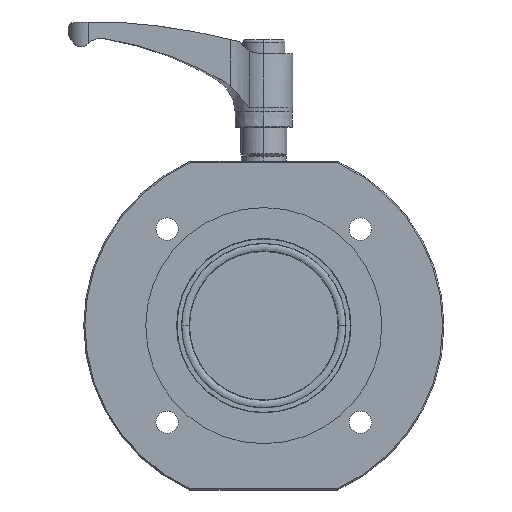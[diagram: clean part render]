
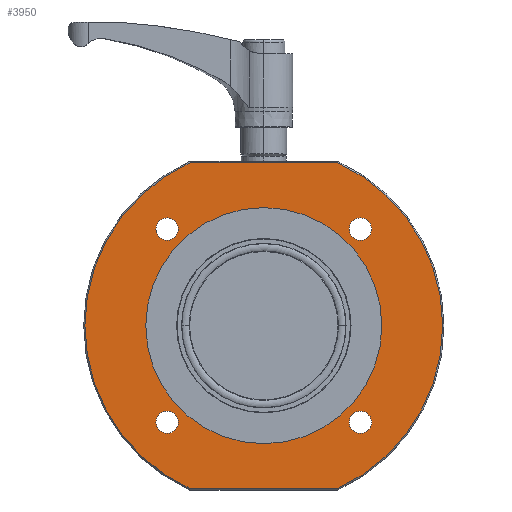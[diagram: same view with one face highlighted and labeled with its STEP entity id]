
A CAD part, top view. The second image highlights one B-rep face of the part: STEP entity #3950.
In plain terms, the highlighted planar face has unit normal (0, 0, 1).
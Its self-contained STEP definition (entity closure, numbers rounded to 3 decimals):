
#226 = FACE_BOUND ( 'NONE', #342, .T. ) ;
#298 = EDGE_CURVE ( 'NONE', #7857, #1216, #1540, .T. ) ;
#342 = EDGE_LOOP ( 'NONE', ( #7240, #10282 ) ) ;
#377 = FACE_BOUND ( 'NONE', #1219, .T. ) ;
#391 = EDGE_CURVE ( 'NONE', #8663, #8041, #8389, .T. ) ;
#429 = CIRCLE ( 'NONE', #10043, 4.5 ) ;
#452 = ORIENTED_EDGE ( 'NONE', *, *, #8155, .F. ) ;
#487 = EDGE_CURVE ( 'NONE', #2461, #2910, #7337, .T. ) ;
#501 = CARTESIAN_POINT ( 'NONE',  ( -34.391, 38.891, 15. ) ) ;
#597 = EDGE_LOOP ( 'NONE', ( #6869, #452 ) ) ;
#607 = EDGE_CURVE ( 'NONE', #2910, #4214, #2210, .T. ) ;
#611 = EDGE_CURVE ( 'NONE', #1216, #7857, #7444, .T. ) ;
#626 = EDGE_CURVE ( 'NONE', #4214, #8663, #7430, .T. ) ;
#698 = EDGE_CURVE ( 'NONE', #1509, #833, #10736, .T. ) ;
#761 = EDGE_CURVE ( 'NONE', #3721, #4430, #5117, .T. ) ;
#826 = CARTESIAN_POINT ( 'NONE',  ( 38.891, 38.891, 15. ) ) ;
#833 = VERTEX_POINT ( 'NONE', #6017 ) ;
#853 = EDGE_LOOP ( 'NONE', ( #1475, #10709, #10147, #9997, #8353 ) ) ;
#863 = EDGE_CURVE ( 'NONE', #4215, #2147, #6852, .T. ) ;
#868 = DIRECTION ( 'NONE',  ( 1., 0., 0. ) ) ;
#967 = CARTESIAN_POINT ( 'NONE',  ( 34.391, 38.891, 15. ) ) ;
#1008 = AXIS2_PLACEMENT_3D ( 'NONE', #5762, #5768, #5777 ) ;
#1032 = EDGE_CURVE ( 'NONE', #3162, #9915, #6704, .T. ) ;
#1049 = EDGE_LOOP ( 'NONE', ( #6888, #6431 ) ) ;
#1089 = DIRECTION ( 'NONE',  ( 0., 0., 1. ) ) ;
#1175 = AXIS2_PLACEMENT_3D ( 'NONE', #11106, #6118, #868 ) ;
#1216 = VERTEX_POINT ( 'NONE', #10915 ) ;
#1217 = CARTESIAN_POINT ( 'NONE',  ( 29.676, 65.6, 15. ) ) ;
#1219 = EDGE_LOOP ( 'NONE', ( #7847, #7195 ) ) ;
#1475 = ORIENTED_EDGE ( 'NONE', *, *, #391, .T. ) ;
#1509 = VERTEX_POINT ( 'NONE', #4327 ) ;
#1540 = CIRCLE ( 'NONE', #2508, 47.5 ) ;
#1557 = AXIS2_PLACEMENT_3D ( 'NONE', #5635, #5637, #5645 ) ;
#1753 = DIRECTION ( 'NONE',  ( 1., 0., 0. ) ) ;
#1776 = CARTESIAN_POINT ( 'NONE',  ( 43.391, -38.891, 15. ) ) ;
#1826 = ORIENTED_EDGE ( 'NONE', *, *, #6432, .F. ) ;
#2147 = VERTEX_POINT ( 'NONE', #967 ) ;
#2210 = CIRCLE ( 'NONE', #4354, 72. ) ;
#2217 = DIRECTION ( 'NONE',  ( 0., 0., 1. ) ) ;
#2240 = FACE_BOUND ( 'NONE', #2571, .T. ) ;
#2412 = CIRCLE ( 'NONE', #8499, 4.5 ) ;
#2461 = VERTEX_POINT ( 'NONE', #8649 ) ;
#2508 = AXIS2_PLACEMENT_3D ( 'NONE', #7011, #7015, #7040 ) ;
#2571 = EDGE_LOOP ( 'NONE', ( #9767, #1826 ) ) ;
#2910 = VERTEX_POINT ( 'NONE', #4268 ) ;
#3162 = VERTEX_POINT ( 'NONE', #501 ) ;
#3408 = AXIS2_PLACEMENT_3D ( 'NONE', #9968, #9972, #9983 ) ;
#3545 = AXIS2_PLACEMENT_3D ( 'NONE', #5341, #5354, #5366 ) ;
#3721 = VERTEX_POINT ( 'NONE', #1776 ) ;
#3950 = ADVANCED_FACE ( 'NONE', ( #9805, #10976, #2240, #377, #7222, #226 ), #7744, .T. ) ;
#4214 = VERTEX_POINT ( 'NONE', #1217 ) ;
#4215 = VERTEX_POINT ( 'NONE', #5096 ) ;
#4268 = CARTESIAN_POINT ( 'NONE',  ( 29.676, -65.6, 15. ) ) ;
#4327 = CARTESIAN_POINT ( 'NONE',  ( -34.391, -38.891, 15. ) ) ;
#4354 = AXIS2_PLACEMENT_3D ( 'NONE', #5299, #5310, #5317 ) ;
#4360 = EDGE_CURVE ( 'NONE', #8041, #2461, #8653, .T. ) ;
#4430 = VERTEX_POINT ( 'NONE', #10407 ) ;
#5096 = CARTESIAN_POINT ( 'NONE',  ( 43.391, 38.891, 15. ) ) ;
#5117 = CIRCLE ( 'NONE', #1008, 4.5 ) ;
#5299 = CARTESIAN_POINT ( 'NONE',  ( 0., 0., 15. ) ) ;
#5310 = DIRECTION ( 'NONE',  ( 0., 0., 1. ) ) ;
#5317 = DIRECTION ( 'NONE',  ( 1., 0., 0. ) ) ;
#5338 = CARTESIAN_POINT ( 'NONE',  ( -29.783, 65.6, 15. ) ) ;
#5341 = CARTESIAN_POINT ( 'NONE',  ( 0., 0., 15. ) ) ;
#5354 = DIRECTION ( 'NONE',  ( 0., 0., 1. ) ) ;
#5366 = DIRECTION ( 'NONE',  ( 1., 0., 0. ) ) ;
#5375 = DIRECTION ( 'NONE',  ( -1., 0., 0. ) ) ;
#5635 = CARTESIAN_POINT ( 'NONE',  ( -38.891, -38.891, 15. ) ) ;
#5637 = DIRECTION ( 'NONE',  ( 0., 0., 1. ) ) ;
#5645 = DIRECTION ( 'NONE',  ( 1., 0., 0. ) ) ;
#5762 = CARTESIAN_POINT ( 'NONE',  ( 38.891, -38.891, 15. ) ) ;
#5768 = DIRECTION ( 'NONE',  ( 0., 0., 1. ) ) ;
#5777 = DIRECTION ( 'NONE',  ( 1., 0., 0. ) ) ;
#6017 = CARTESIAN_POINT ( 'NONE',  ( -43.391, -38.891, 15. ) ) ;
#6035 = CARTESIAN_POINT ( 'NONE',  ( -29.676, 65.6, 15. ) ) ;
#6118 = DIRECTION ( 'NONE',  ( 0., 0., 1. ) ) ;
#6310 = CARTESIAN_POINT ( 'NONE',  ( -38.891, -38.891, 15. ) ) ;
#6313 = CARTESIAN_POINT ( 'NONE',  ( 38.891, 38.891, 15. ) ) ;
#6325 = DIRECTION ( 'NONE',  ( 0., 0., 1. ) ) ;
#6339 = DIRECTION ( 'NONE',  ( 1., 0., 0. ) ) ;
#6431 = ORIENTED_EDGE ( 'NONE', *, *, #611, .F. ) ;
#6432 = EDGE_CURVE ( 'NONE', #833, #1509, #2412, .T. ) ;
#6704 = CIRCLE ( 'NONE', #3408, 4.5 ) ;
#6852 = CIRCLE ( 'NONE', #7836, 4.5 ) ;
#6869 = ORIENTED_EDGE ( 'NONE', *, *, #863, .F. ) ;
#6888 = ORIENTED_EDGE ( 'NONE', *, *, #298, .F. ) ;
#6924 = DIRECTION ( 'NONE',  ( 0., 0., 1. ) ) ;
#7011 = CARTESIAN_POINT ( 'NONE',  ( 0., 0., 15. ) ) ;
#7015 = DIRECTION ( 'NONE',  ( 0., 0., 1. ) ) ;
#7040 = DIRECTION ( 'NONE',  ( 1., 0., 0. ) ) ;
#7162 = DIRECTION ( 'NONE',  ( 1., 0., 0. ) ) ;
#7195 = ORIENTED_EDGE ( 'NONE', *, *, #7205, .F. ) ;
#7205 = EDGE_CURVE ( 'NONE', #4430, #3721, #8058, .T. ) ;
#7222 = FACE_BOUND ( 'NONE', #597, .T. ) ;
#7230 = DIRECTION ( 'NONE',  ( 1., 0., 0. ) ) ;
#7240 = ORIENTED_EDGE ( 'NONE', *, *, #1032, .F. ) ;
#7302 = DIRECTION ( 'NONE',  ( 0., 0., 1. ) ) ;
#7337 = LINE ( 'NONE', #8224, #10456 ) ;
#7358 = CARTESIAN_POINT ( 'NONE',  ( 38.891, -38.891, 15. ) ) ;
#7377 = CARTESIAN_POINT ( 'NONE',  ( 0., 0., 15. ) ) ;
#7395 = DIRECTION ( 'NONE',  ( 0., 0., 1. ) ) ;
#7406 = VECTOR ( 'NONE', #5375, 1000. ) ;
#7411 = DIRECTION ( 'NONE',  ( 1., 0., 0. ) ) ;
#7418 = CARTESIAN_POINT ( 'NONE',  ( 0., 35., 15. ) ) ;
#7430 = LINE ( 'NONE', #5338, #7406 ) ;
#7444 = CIRCLE ( 'NONE', #3545, 47.5 ) ;
#7647 = CIRCLE ( 'NONE', #1175, 4.5 ) ;
#7659 = CARTESIAN_POINT ( 'NONE',  ( -43.391, 38.891, 15. ) ) ;
#7666 = AXIS2_PLACEMENT_3D ( 'NONE', #7377, #7395, #7411 ) ;
#7744 = PLANE ( 'NONE',  #9325 ) ;
#7836 = AXIS2_PLACEMENT_3D ( 'NONE', #6313, #6325, #6339 ) ;
#7847 = ORIENTED_EDGE ( 'NONE', *, *, #761, .F. ) ;
#7857 = VERTEX_POINT ( 'NONE', #10188 ) ;
#8041 = VERTEX_POINT ( 'NONE', #9943 ) ;
#8058 = CIRCLE ( 'NONE', #8712, 4.5 ) ;
#8097 = DIRECTION ( 'NONE',  ( 1., 0., 0. ) ) ;
#8155 = EDGE_CURVE ( 'NONE', #2147, #4215, #429, .T. ) ;
#8224 = CARTESIAN_POINT ( 'NONE',  ( 0., -65.6, 15. ) ) ;
#8240 = DIRECTION ( 'NONE',  ( 1., 0., 0. ) ) ;
#8353 = ORIENTED_EDGE ( 'NONE', *, *, #626, .T. ) ;
#8389 = CIRCLE ( 'NONE', #7666, 72. ) ;
#8499 = AXIS2_PLACEMENT_3D ( 'NONE', #6310, #1089, #7162 ) ;
#8649 = CARTESIAN_POINT ( 'NONE',  ( -29.676, -65.6, 15. ) ) ;
#8653 = CIRCLE ( 'NONE', #10570, 72. ) ;
#8663 = VERTEX_POINT ( 'NONE', #6035 ) ;
#8712 = AXIS2_PLACEMENT_3D ( 'NONE', #7358, #2217, #8240 ) ;
#9270 = EDGE_CURVE ( 'NONE', #9915, #3162, #7647, .T. ) ;
#9325 = AXIS2_PLACEMENT_3D ( 'NONE', #7418, #7302, #7230 ) ;
#9767 = ORIENTED_EDGE ( 'NONE', *, *, #698, .F. ) ;
#9805 = FACE_BOUND ( 'NONE', #1049, .T. ) ;
#9915 = VERTEX_POINT ( 'NONE', #7659 ) ;
#9943 = CARTESIAN_POINT ( 'NONE',  ( -72., 0., 15. ) ) ;
#9968 = CARTESIAN_POINT ( 'NONE',  ( -38.891, 38.891, 15. ) ) ;
#9972 = DIRECTION ( 'NONE',  ( 0., 0., 1. ) ) ;
#9983 = DIRECTION ( 'NONE',  ( 1., 0., 0. ) ) ;
#9997 = ORIENTED_EDGE ( 'NONE', *, *, #607, .T. ) ;
#10043 = AXIS2_PLACEMENT_3D ( 'NONE', #826, #6924, #1753 ) ;
#10147 = ORIENTED_EDGE ( 'NONE', *, *, #487, .T. ) ;
#10188 = CARTESIAN_POINT ( 'NONE',  ( 47.5, 0., 15. ) ) ;
#10282 = ORIENTED_EDGE ( 'NONE', *, *, #9270, .F. ) ;
#10407 = CARTESIAN_POINT ( 'NONE',  ( 34.391, -38.891, 15. ) ) ;
#10456 = VECTOR ( 'NONE', #8097, 1000. ) ;
#10570 = AXIS2_PLACEMENT_3D ( 'NONE', #10747, #10674, #10633 ) ;
#10633 = DIRECTION ( 'NONE',  ( 1., 0., 0. ) ) ;
#10674 = DIRECTION ( 'NONE',  ( 0., 0., 1. ) ) ;
#10709 = ORIENTED_EDGE ( 'NONE', *, *, #4360, .T. ) ;
#10736 = CIRCLE ( 'NONE', #1557, 4.5 ) ;
#10747 = CARTESIAN_POINT ( 'NONE',  ( 0., 0., 15. ) ) ;
#10915 = CARTESIAN_POINT ( 'NONE',  ( -47.5, 0., 15. ) ) ;
#10976 = FACE_OUTER_BOUND ( 'NONE', #853, .T. ) ;
#11106 = CARTESIAN_POINT ( 'NONE',  ( -38.891, 38.891, 15. ) ) ;
